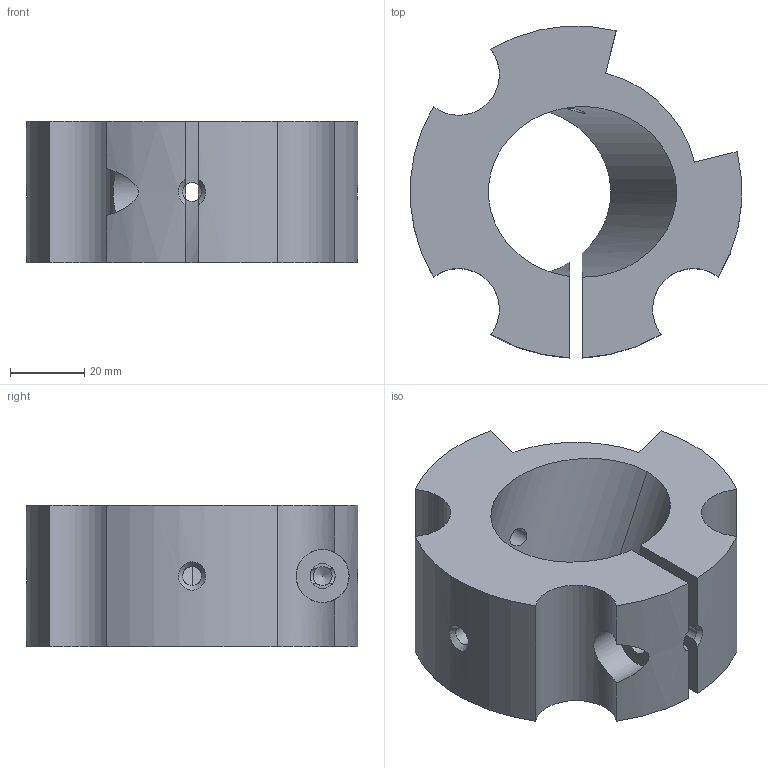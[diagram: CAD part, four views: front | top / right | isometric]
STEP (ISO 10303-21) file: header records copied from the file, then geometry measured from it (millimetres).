
FILE_DESCRIPTION(/* description */ (''),/* implementation_level */ '2;1');
FILE_NAME(/* name */ 'ODO_CLAMP_RINKO_v2.2.step',/* time_stamp */ '2020-08-10T20:29:28-03:00',/* author */ (''),/* organization */ (''),/* preprocessor_version */ 'ST-DEVELOPER v18.1',/* originating_system */ 'Autodesk Translation Framework v9.3.0.1241',/* authorisation */ '');
FILE_SCHEMA (('AUTOMOTIVE_DESIGN { 1 0 10303 214 3 1 1 }'));
Length unit declared in the file: millimetre
Products named in the file (1): RINKOODO CLAMP
Bounding box: 89.53 x 89.5 x 38.1 mm (x, y, z)
Volume: 124239.1 mm3; surface area: 27951.3 mm2
Topology: 1 solids, 1 shells, 37 faces, 111 edges, 74 vertices
Faces by surface type: cylinder 21, cone 9, plane 7
Full cylindrical faces by diameter (mm): 5.105 x4, 6.756 x1, 14.287 x1
Entity records: 1562 total; most frequent: CARTESIAN_POINT 517, ORIENTED_EDGE 218, DIRECTION 205, EDGE_CURVE 109, AXIS2_PLACEMENT_3D 81, VERTEX_POINT 74, EDGE_LOOP 43, LINE 43
